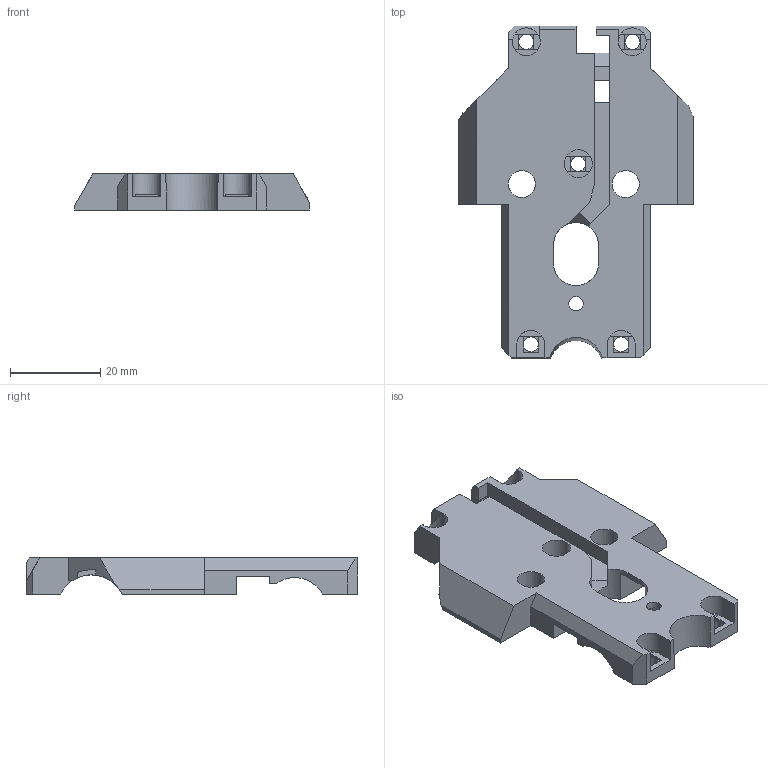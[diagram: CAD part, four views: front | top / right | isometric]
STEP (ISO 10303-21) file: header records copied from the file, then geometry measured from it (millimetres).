
FILE_DESCRIPTION (( 'STEP AP214' ), '1' );
FILE_NAME ('x-carriage-back(R2).STEP', '2018-02-12T20:23:16', ( '' ), ( '' ), 'SwSTEP 2.0', 'SolidWorks 2017', '' );
FILE_SCHEMA (( 'AUTOMOTIVE_DESIGN' ));
Length unit declared in the file: millimetre
Products named in the file (1): x-carriage-back(R2)
Bounding box: 52 x 73.5 x 8 mm (x, y, z)
Volume: 14788.4 mm3; surface area: 8408.3 mm2
Topology: 1 solids, 1 shells, 203 faces, 594 edges, 396 vertices
Faces by surface type: plane 152, cylinder 35, bspline 16
Entity records: 7621 total; most frequent: CARTESIAN_POINT 2247, ORIENTED_EDGE 1188, DIRECTION 1005, EDGE_CURVE 594, LINE 445, VECTOR 445, VERTEX_POINT 396, AXIS2_PLACEMENT_3D 280
